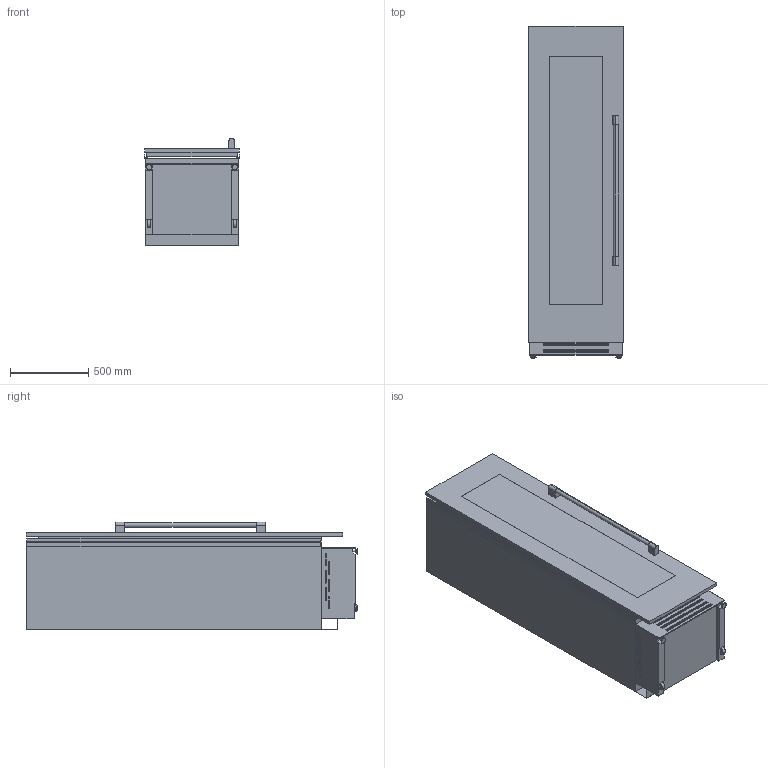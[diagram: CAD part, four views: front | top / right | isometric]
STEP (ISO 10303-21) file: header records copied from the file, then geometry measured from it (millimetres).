
FILE_DESCRIPTION (( 'STEP AP214' ), '1' );
FILE_NAME ('RS_60_0F_Z_3_I.STEP', '2024-08-30T11:39:57', ( '' ), ( '' ), 'SwSTEP 2.0', 'SolidWorks 2017', '' );
FILE_SCHEMA (( 'AUTOMOTIVE_DESIGN' ));
Length unit declared in the file: millimetre
Products named in the file (1): RS_60_0F_Z_3_I
Bounding box: 608 x 2120 x 687.5 mm (x, y, z)
Volume: 738028971.9 mm3; surface area: 9344592 mm2
Topology: 5 solids, 5 shells, 339 faces, 865 edges, 568 vertices
Faces by surface type: plane 241, cylinder 82, torus 12, cone 4
Entity records: 10277 total; most frequent: CARTESIAN_POINT 1773, DIRECTION 1737, ORIENTED_EDGE 1730, EDGE_CURVE 865, LINE 673, VECTOR 673, VERTEX_POINT 568, AXIS2_PLACEMENT_3D 532
